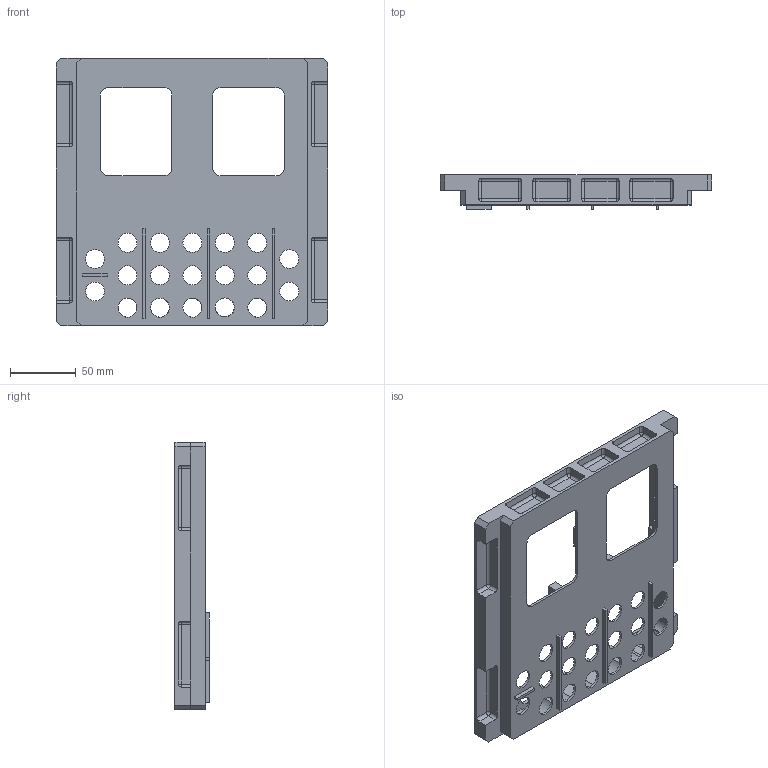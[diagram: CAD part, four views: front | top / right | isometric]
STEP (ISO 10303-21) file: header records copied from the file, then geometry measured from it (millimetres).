
FILE_DESCRIPTION(/* description */ (''),/* implementation_level */ '2;1');
FILE_NAME(/* name */ '2004918B-exact-HOUSING, FRONT.step',/* time_stamp */ '2019-04-03T18:21:06-05:00',/* author */ (''),/* organization */ (''),/* preprocessor_version */ 'ST-DEVELOPER v17.2',/* originating_system */ 'Autodesk Translation Framework v7.6.0.251',/* authorisation */ '');
FILE_SCHEMA (('AUTOMOTIVE_DESIGN { 1 0 10303 214 3 1 1 }'));
Length unit declared in the file: inch
Products named in the file (1): 2004918B-exact-HOUSING, FRONT
Bounding box: 206.35 x 25.91 x 203.2 mm (x, y, z)
Volume: 189498.1 mm3; surface area: 111657.6 mm2
Topology: 1 solids, 1 shells, 352 faces, 948 edges, 610 vertices
Faces by surface type: plane 182, cylinder 146, sphere 24
Full cylindrical faces by diameter (mm): 14.376 x19
Entity records: 11130 total; most frequent: DIRECTION 1954, CARTESIAN_POINT 1911, ORIENTED_EDGE 1896, EDGE_CURVE 948, AXIS2_PLACEMENT_3D 653, LINE 648, VECTOR 648, VERTEX_POINT 610
